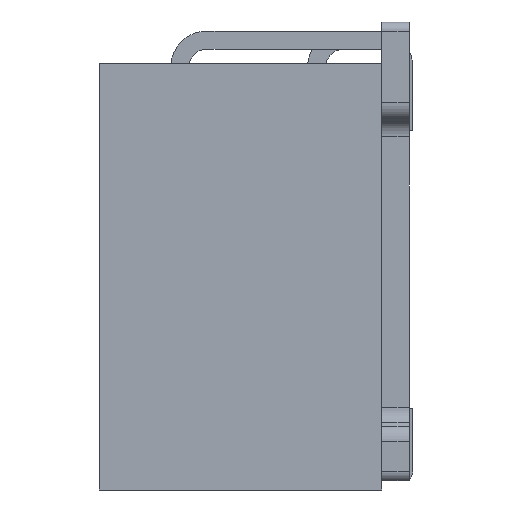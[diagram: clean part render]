
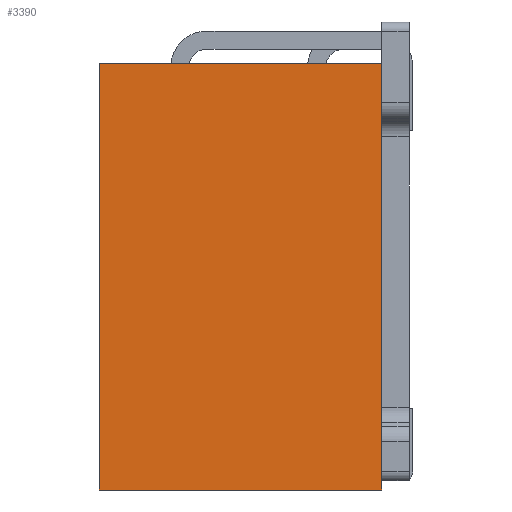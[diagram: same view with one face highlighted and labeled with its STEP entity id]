
A CAD part, left-side view. The second image highlights one B-rep face of the part: STEP entity #3390.
In plain terms, the highlighted planar face has unit normal (-1, 0, 0).
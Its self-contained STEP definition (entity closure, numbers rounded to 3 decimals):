
#457=DIRECTION('',(0.,1.,0.));
#458=VECTOR('',#457,15.6);
#459=CARTESIAN_POINT('',(-13.9,1.5,11.49));
#460=LINE('',#459,#458);
#477=DIRECTION('',(0.,1.,0.));
#478=VECTOR('',#477,15.6);
#479=CARTESIAN_POINT('',(-13.9,1.5,-12.01));
#480=LINE('',#479,#478);
#481=DIRECTION('',(0.,0.,1.));
#482=VECTOR('',#481,23.5);
#483=CARTESIAN_POINT('',(-13.9,17.1,-12.01));
#484=LINE('',#483,#482);
#485=DIRECTION('',(0.,0.,-1.));
#486=VECTOR('',#485,23.5);
#487=CARTESIAN_POINT('',(-13.9,1.5,11.49));
#488=LINE('',#487,#486);
#2179=CARTESIAN_POINT('',(-13.9,1.5,-12.01));
#2180=VERTEX_POINT('',#2179);
#2181=CARTESIAN_POINT('',(-13.9,1.5,11.49));
#2182=VERTEX_POINT('',#2181);
#2396=CARTESIAN_POINT('',(-13.9,17.1,-12.01));
#2397=VERTEX_POINT('',#2396);
#2442=CARTESIAN_POINT('',(-13.9,17.1,11.49));
#2443=VERTEX_POINT('',#2442);
#3377=CARTESIAN_POINT('',(-13.9,1.5,-11.51));
#3378=DIRECTION('',(-1.,0.,0.));
#3379=DIRECTION('',(0.,0.,1.));
#3380=AXIS2_PLACEMENT_3D('',#3377,#3378,#3379);
#3381=PLANE('',#3380);
#3383=ORIENTED_EDGE('',*,*,#3382,.T.);
#3385=ORIENTED_EDGE('',*,*,#3384,.T.);
#3386=ORIENTED_EDGE('',*,*,#3333,.F.);
#3387=ORIENTED_EDGE('',*,*,#2664,.T.);
#3388=EDGE_LOOP('',(#3383,#3385,#3386,#3387));
#3389=FACE_OUTER_BOUND('',#3388,.F.);
#3390=ADVANCED_FACE('',(#3389),#3381,.T.);
#2664=EDGE_CURVE('',#2182,#2180,#488,.T.);
#3333=EDGE_CURVE('',#2182,#2443,#460,.T.);
#3382=EDGE_CURVE('',#2180,#2397,#480,.T.);
#3384=EDGE_CURVE('',#2397,#2443,#484,.T.);
